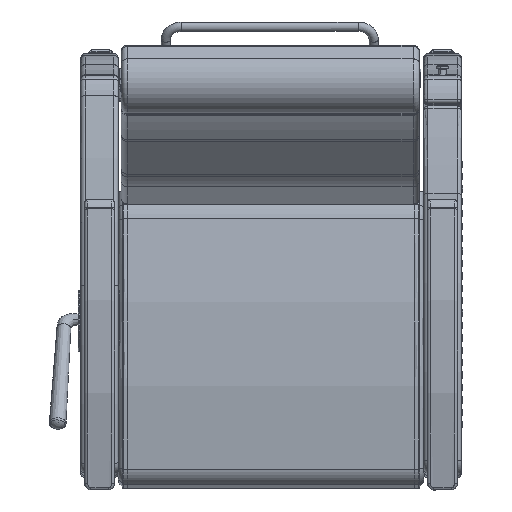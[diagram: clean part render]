
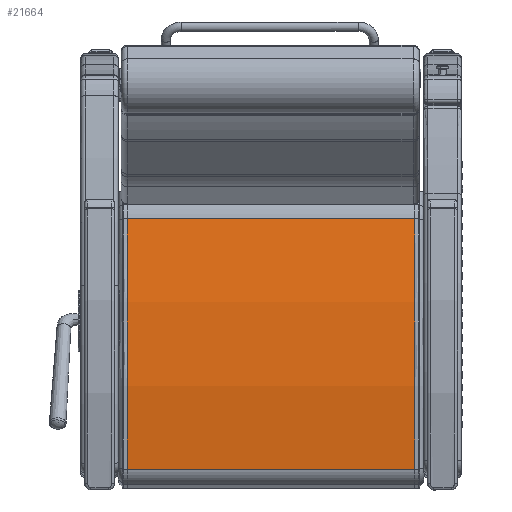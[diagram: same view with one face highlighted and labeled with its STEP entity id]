
A CAD part, front view. The second image highlights one B-rep face of the part: STEP entity #21664.
In plain terms, the highlighted free-form (B-spline) face has degree [1, 2] with [2, 3] control points.
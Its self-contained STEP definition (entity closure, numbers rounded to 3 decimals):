
#687=(
BOUNDED_SURFACE()
B_SPLINE_SURFACE(1,2,((#33708,#33709,#33710),(#33711,#33712,#33713)),
 .UNSPECIFIED.,.F.,.F.,.F.)
B_SPLINE_SURFACE_WITH_KNOTS((2,2),(3,3),(-0.193,0.193),
(1.362,1.699),.UNSPECIFIED.)
GEOMETRIC_REPRESENTATION_ITEM()
RATIONAL_B_SPLINE_SURFACE(((1.,0.986,1.),(1.,0.986,
1.)))
REPRESENTATION_ITEM('')
SURFACE()
);
#737=ELLIPSE('',#23290,60.054,60.);
#749=ELLIPSE('',#23332,60.054,60.);
#2321=FACE_OUTER_BOUND('',#3613,.T.);
#3613=EDGE_LOOP('',(#15337,#15338,#15339,#15340));
#5048=LINE('',#33707,#6597);
#5049=LINE('',#33714,#6598);
#6597=VECTOR('',#26255,0.394);
#6598=VECTOR('',#26256,0.394);
#9343=VERTEX_POINT('',#32880);
#9344=VERTEX_POINT('',#32903);
#9384=VERTEX_POINT('',#33120);
#9385=VERTEX_POINT('',#33143);
#11658=EDGE_CURVE('',#9344,#9343,#737,.T.);
#11717=EDGE_CURVE('',#9385,#9384,#749,.T.);
#11797=EDGE_CURVE('',#9343,#9385,#5048,.T.);
#11798=EDGE_CURVE('',#9344,#9384,#5049,.T.);
#15337=ORIENTED_EDGE('',*,*,#11658,.F.);
#15338=ORIENTED_EDGE('',*,*,#11798,.T.);
#15339=ORIENTED_EDGE('',*,*,#11717,.F.);
#15340=ORIENTED_EDGE('',*,*,#11797,.F.);
#21664=ADVANCED_FACE('',(#2321),#687,.F.);
#23290=AXIS2_PLACEMENT_3D('',#32905,#26008,#26009);
#23332=AXIS2_PLACEMENT_3D('',#33145,#26117,#26118);
#26008=DIRECTION('center_axis',(0.,0.,-1.));
#26009=DIRECTION('ref_axis',(1.,0.,0.));
#26117=DIRECTION('center_axis',(0.,0.,1.));
#26118=DIRECTION('ref_axis',(1.,0.,0.));
#26255=DIRECTION('',(0.,0.,1.));
#26256=DIRECTION('',(0.,0.,1.));
#32880=CARTESIAN_POINT('',(10.111,0.445,-11.563));
#32903=CARTESIAN_POINT('',(-10.045,1.256,-11.563));
#32905=CARTESIAN_POINT('Origin',(-2.35,-58.249,-11.563));
#33120=CARTESIAN_POINT('',(-10.045,1.256,11.563));
#33143=CARTESIAN_POINT('',(10.111,0.445,11.563));
#33145=CARTESIAN_POINT('Origin',(-2.35,-58.249,11.563));
#33707=CARTESIAN_POINT('',(10.111,0.445,0.));
#33708=CARTESIAN_POINT('Ctrl Pts',(10.111,0.445,-11.563));
#33709=CARTESIAN_POINT('Ctrl Pts',(0.103,2.566,-11.563));
#33710=CARTESIAN_POINT('Ctrl Pts',(-10.045,1.256,-11.563));
#33711=CARTESIAN_POINT('Ctrl Pts',(10.111,0.445,11.563));
#33712=CARTESIAN_POINT('Ctrl Pts',(0.103,2.566,11.563));
#33713=CARTESIAN_POINT('Ctrl Pts',(-10.045,1.256,11.563));
#33714=CARTESIAN_POINT('',(-10.045,1.256,0.));
